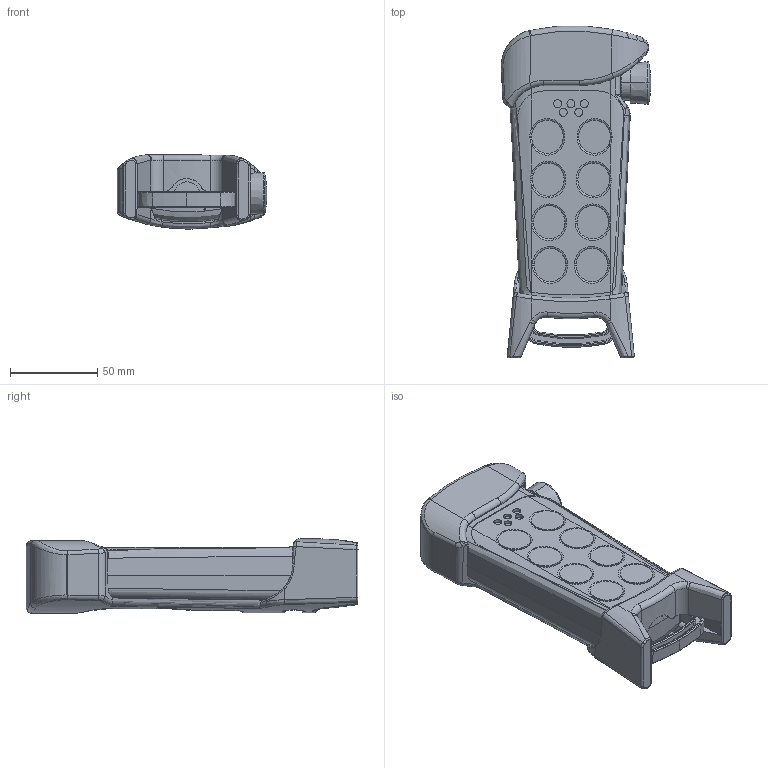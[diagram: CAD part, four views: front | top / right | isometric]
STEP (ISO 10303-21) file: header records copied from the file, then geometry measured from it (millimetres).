
FILE_DESCRIPTION(('STEP AP242'),'1');
FILE_NAME('zart8ls.stp','2020-11-19T05:50:56',('TraceParts'),('TraceParts S.A.'),'Spatial InterOp 3D',' ',' ');
FILE_SCHEMA(('AP242_MANAGED_MODEL_BASED_3D_ENGINEERING_MIM_LF {1 0 10303 442 1 1 4}'));
Length unit declared in the file: millimetre
Products named in the file (1): zart8ls_1
Bounding box: 85.83 x 190.46 x 42.53 mm (x, y, z)
Volume: 364512.2 mm3; surface area: 123367.4 mm2
Topology: 5 solids, 6 shells, 1689 faces, 4434 edges, 2787 vertices
Faces by surface type: plane 666, cylinder 476, bspline 236, torus 143, cone 90, extrusion 67, sphere 11
Full cylindrical faces by diameter (mm): 1.2 x2, 4.6 x5
Entity records: 67532 total; most frequent: CARTESIAN_POINT 28691, ORIENTED_EDGE 8808, DIRECTION 7050, EDGE_CURVE 4404, VERTEX_POINT 2785, AXIS2_PLACEMENT_3D 2460, VECTOR 2130, LINE 2065
